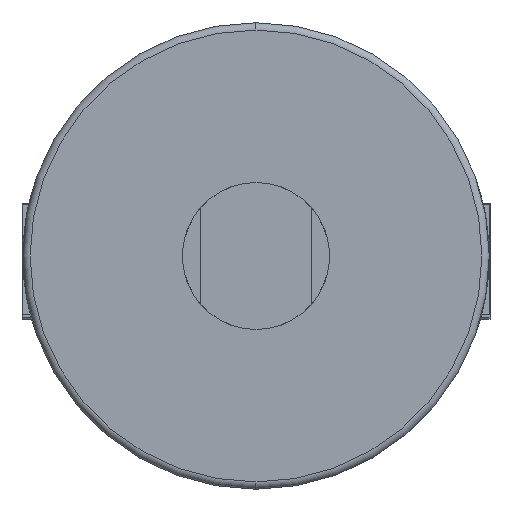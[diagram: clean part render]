
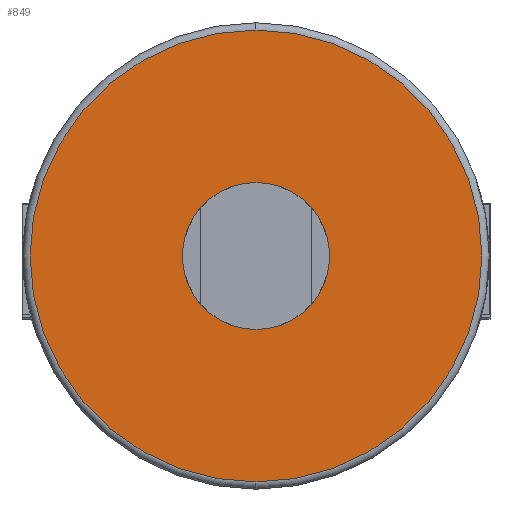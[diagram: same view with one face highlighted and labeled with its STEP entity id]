
A CAD part, left-side view. The second image highlights one B-rep face of the part: STEP entity #849.
In plain terms, the highlighted planar face has unit normal (-1, 0, 0).
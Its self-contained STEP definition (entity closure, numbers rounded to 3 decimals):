
#34 = FACE_OUTER_BOUND ( 'NONE', #1500, .T. ) ;
#149 = CARTESIAN_POINT ( 'NONE',  ( -125., 0., -30.75 ) ) ;
#353 = DIRECTION ( 'NONE',  ( 0., 0., 1. ) ) ;
#849 = ADVANCED_FACE ( 'NONE', ( #34, #12094 ), #6238, .T. ) ;
#855 = DIRECTION ( 'NONE',  ( -1., 0., 0. ) ) ;
#1001 = CIRCLE ( 'NONE', #6111, 30.75 ) ;
#1500 = EDGE_LOOP ( 'NONE', ( #7455, #13967 ) ) ;
#1602 = DIRECTION ( 'NONE',  ( -1., 0., 0. ) ) ;
#1663 = VERTEX_POINT ( 'NONE', #6745 ) ;
#2551 = CARTESIAN_POINT ( 'NONE',  ( -125., 0., 10. ) ) ;
#2657 = CARTESIAN_POINT ( 'NONE',  ( -125., 0., 0. ) ) ;
#2699 = DIRECTION ( 'NONE',  ( -1., 0., 0. ) ) ;
#3790 = ORIENTED_EDGE ( 'NONE', *, *, #7290, .F. ) ;
#3841 = DIRECTION ( 'NONE',  ( 0., 0., 1. ) ) ;
#3865 = CIRCLE ( 'NONE', #7847, 30.75 ) ;
#6111 = AXIS2_PLACEMENT_3D ( 'NONE', #2657, #10821, #3841 ) ;
#6238 = PLANE ( 'NONE',  #13130 ) ;
#6745 = CARTESIAN_POINT ( 'NONE',  ( -125., 0., 30.75 ) ) ;
#6880 = AXIS2_PLACEMENT_3D ( 'NONE', #14308, #7385, #353 ) ;
#7269 = EDGE_CURVE ( 'NONE', #1663, #11494, #1001, .T. ) ;
#7280 = VERTEX_POINT ( 'NONE', #2551 ) ;
#7290 = EDGE_CURVE ( 'NONE', #7280, #12032, #13053, .T. ) ;
#7385 = DIRECTION ( 'NONE',  ( -1., 0., 0. ) ) ;
#7455 = ORIENTED_EDGE ( 'NONE', *, *, #7269, .T. ) ;
#7467 = CARTESIAN_POINT ( 'NONE',  ( -125., 0., -10. ) ) ;
#7847 = AXIS2_PLACEMENT_3D ( 'NONE', #7880, #855, #9039 ) ;
#7880 = CARTESIAN_POINT ( 'NONE',  ( -125., 0., 0. ) ) ;
#8488 = CIRCLE ( 'NONE', #11791, 10. ) ;
#8579 = DIRECTION ( 'NONE',  ( 0., 0., 1. ) ) ;
#8605 = CARTESIAN_POINT ( 'NONE',  ( -125., 0., 0. ) ) ;
#9039 = DIRECTION ( 'NONE',  ( 0., 0., 1. ) ) ;
#9686 = CARTESIAN_POINT ( 'NONE',  ( -125., 31.75, 0. ) ) ;
#9773 = DIRECTION ( 'NONE',  ( 0., 0., 1. ) ) ;
#10821 = DIRECTION ( 'NONE',  ( -1., 0., 0. ) ) ;
#11187 = EDGE_CURVE ( 'NONE', #12032, #7280, #8488, .T. ) ;
#11494 = VERTEX_POINT ( 'NONE', #149 ) ;
#11791 = AXIS2_PLACEMENT_3D ( 'NONE', #8605, #1602, #9773 ) ;
#11997 = ORIENTED_EDGE ( 'NONE', *, *, #11187, .F. ) ;
#12032 = VERTEX_POINT ( 'NONE', #7467 ) ;
#12094 = FACE_BOUND ( 'NONE', #12392, .T. ) ;
#12392 = EDGE_LOOP ( 'NONE', ( #11997, #3790 ) ) ;
#13053 = CIRCLE ( 'NONE', #6880, 10. ) ;
#13130 = AXIS2_PLACEMENT_3D ( 'NONE', #9686, #2699, #8579 ) ;
#13967 = ORIENTED_EDGE ( 'NONE', *, *, #15065, .T. ) ;
#14308 = CARTESIAN_POINT ( 'NONE',  ( -125., 0., 0. ) ) ;
#15065 = EDGE_CURVE ( 'NONE', #11494, #1663, #3865, .T. ) ;
